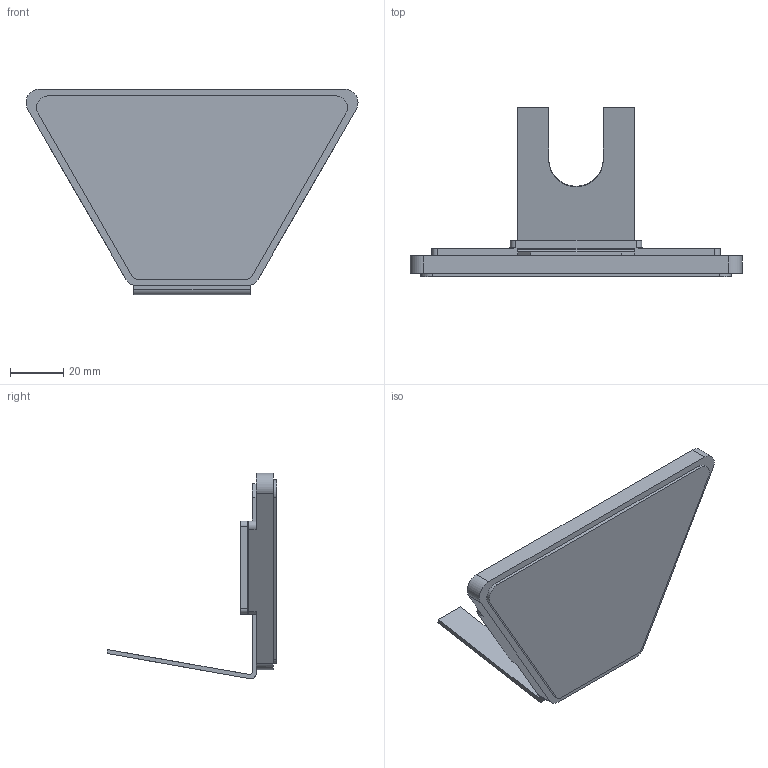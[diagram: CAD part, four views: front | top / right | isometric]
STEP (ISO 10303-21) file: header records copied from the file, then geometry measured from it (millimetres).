
FILE_DESCRIPTION (( 'STEP AP214' ), '1' );
FILE_NAME ('96124500d.STEP', '2023-08-21T06:10:16', ( '' ), ( '' ), 'SwSTEP 2.0', 'SolidWorks 2022', '' );
FILE_SCHEMA (( 'AUTOMOTIVE_DESIGN' ));
Length unit declared in the file: millimetre
Products named in the file (1): 96124500d
Bounding box: 125 x 63.96 x 77.38 mm (x, y, z)
Volume: 68049.4 mm3; surface area: 35908.3 mm2
Topology: 2 solids, 2 shells, 66 faces, 182 edges, 118 vertices
Faces by surface type: plane 39, cylinder 23, torus 4
Entity records: 2476 total; most frequent: CARTESIAN_POINT 387, DIRECTION 364, ORIENTED_EDGE 364, EDGE_CURVE 182, VECTOR 126, LINE 126, AXIS2_PLACEMENT_3D 119, VERTEX_POINT 118
